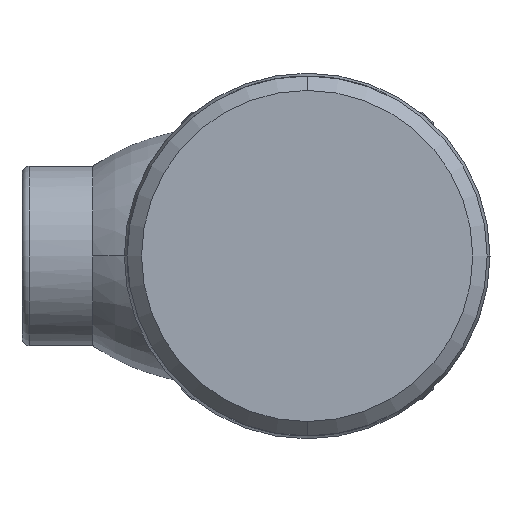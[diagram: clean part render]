
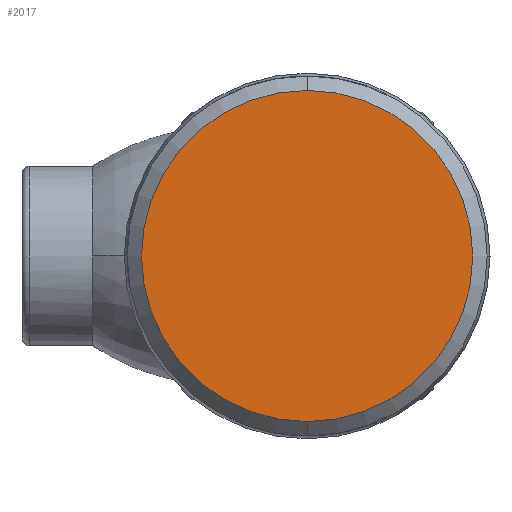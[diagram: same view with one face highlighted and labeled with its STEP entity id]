
A CAD part, left-side view. The second image highlights one B-rep face of the part: STEP entity #2017.
In plain terms, the highlighted planar face has unit normal (-1, 0, 0).
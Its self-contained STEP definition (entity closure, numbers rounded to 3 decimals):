
#97 = CARTESIAN_POINT ( 'NONE',  ( 0., 0., 23. ) ) ;
#101 = VERTEX_POINT ( 'NONE', #2242 ) ;
#402 = AXIS2_PLACEMENT_3D ( 'NONE', #2873, #2288, #561 ) ;
#561 = DIRECTION ( 'NONE',  ( 0., 0., 1. ) ) ;
#902 = CARTESIAN_POINT ( 'NONE',  ( 0., 0., 0. ) ) ;
#1132 = AXIS2_PLACEMENT_3D ( 'NONE', #1475, #3526, #1769 ) ;
#1181 = DIRECTION ( 'NONE',  ( 0., 0., 1. ) ) ;
#1475 = CARTESIAN_POINT ( 'NONE',  ( 0., 0., 0. ) ) ;
#1695 = PLANE ( 'NONE',  #402 ) ;
#1742 = ORIENTED_EDGE ( 'NONE', *, *, #3042, .T. ) ;
#1769 = DIRECTION ( 'NONE',  ( 0., 0., 1. ) ) ;
#1904 = CIRCLE ( 'NONE', #1132, 23. ) ;
#2017 = ADVANCED_FACE ( 'NONE', ( #3428 ), #1695, .F. ) ;
#2242 = CARTESIAN_POINT ( 'NONE',  ( 0., 0., -23. ) ) ;
#2288 = DIRECTION ( 'NONE',  ( 1., 0., 0. ) ) ;
#2295 = EDGE_CURVE ( 'NONE', #101, #3164, #2789, .T. ) ;
#2444 = EDGE_LOOP ( 'NONE', ( #1742, #3252 ) ) ;
#2527 = AXIS2_PLACEMENT_3D ( 'NONE', #902, #2933, #1181 ) ;
#2789 = CIRCLE ( 'NONE', #2527, 23. ) ;
#2873 = CARTESIAN_POINT ( 'NONE',  ( 0., 0., 0. ) ) ;
#2933 = DIRECTION ( 'NONE',  ( -1., 0., 0. ) ) ;
#3042 = EDGE_CURVE ( 'NONE', #3164, #101, #1904, .T. ) ;
#3164 = VERTEX_POINT ( 'NONE', #97 ) ;
#3252 = ORIENTED_EDGE ( 'NONE', *, *, #2295, .T. ) ;
#3428 = FACE_OUTER_BOUND ( 'NONE', #2444, .T. ) ;
#3526 = DIRECTION ( 'NONE',  ( -1., 0., 0. ) ) ;
